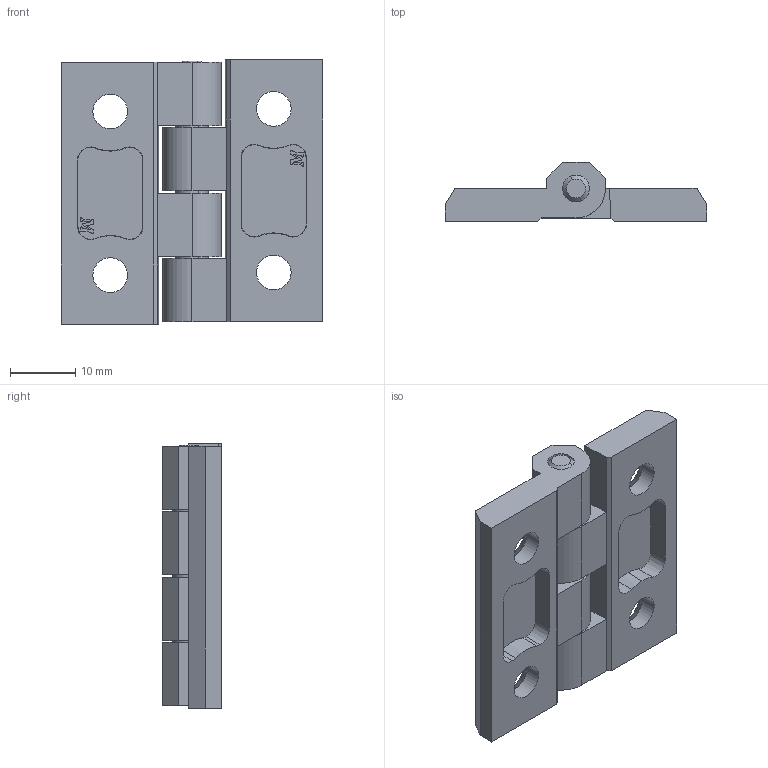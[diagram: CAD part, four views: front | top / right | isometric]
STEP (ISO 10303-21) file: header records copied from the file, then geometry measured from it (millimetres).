
FILE_DESCRIPTION (( 'STEP AP214' ), '1' );
FILE_NAME ('299.1.1.3.STEP', '2017-07-18T10:08:31', ( '' ), ( '' ), 'SwSTEP 2.0', 'SolidWorks 2017', '' );
FILE_SCHEMA (( 'AUTOMOTIVE_DESIGN' ));
Length unit declared in the file: millimetre
Products named in the file (4): 299.1.1.3; 3; 2; 1
Assembly tree (3 placements, depth 2):
  299.1.1.3
    1
    2
    3
Bounding box: 40 x 9 x 40.4 mm (x, y, z)
Volume: 7169.6 mm3; surface area: 6198.3 mm2
Topology: 3 solids, 3 shells, 296 faces, 708 edges, 422 vertices
Faces by surface type: plane 200, cylinder 58, cone 30, bspline 8
Entity records: 9468 total; most frequent: CARTESIAN_POINT 2336, DIRECTION 1522, ORIENTED_EDGE 1416, EDGE_CURVE 708, AXIS2_PLACEMENT_3D 536, LINE 450, VECTOR 450, VERTEX_POINT 422
